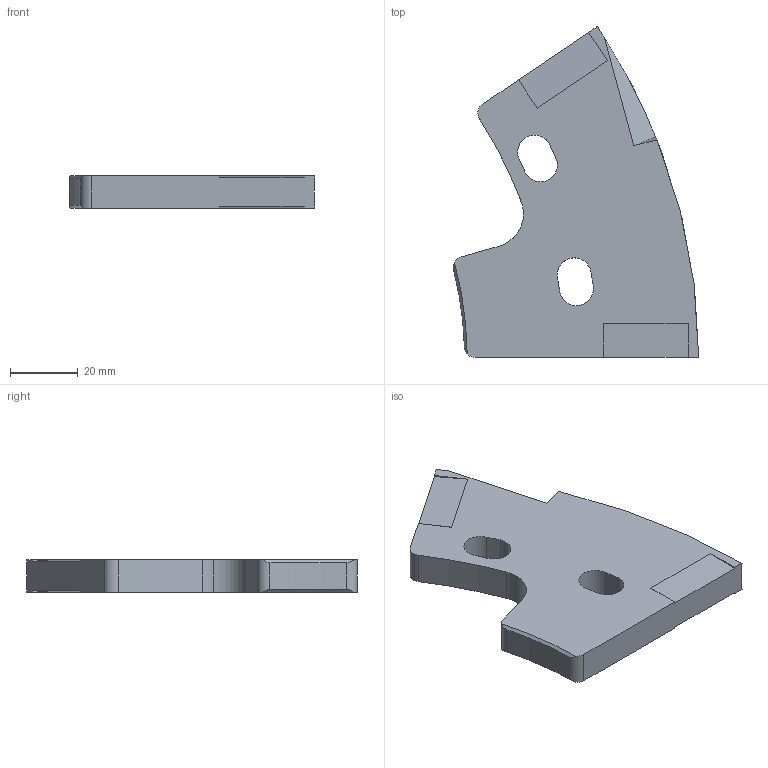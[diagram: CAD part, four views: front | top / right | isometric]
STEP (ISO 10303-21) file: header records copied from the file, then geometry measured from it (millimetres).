
FILE_DESCRIPTION (( 'STEP AP203' ), '1' );
FILE_NAME ('M971235.STEP', '2022-04-26T20:53:22', ( '' ), ( '' ), 'SwSTEP 2.0', 'SolidWorks 2020', '' );
FILE_SCHEMA (( 'CONFIG_CONTROL_DESIGN' ));
Length unit declared in the file: inch
Products named in the file (1): M971235
Bounding box: 72.41 x 97.61 x 9.51 mm (x, y, z)
Volume: 42953.3 mm3; surface area: 12694.5 mm2
Topology: 1 solids, 1 shells, 41 faces, 117 edges, 78 vertices
Faces by surface type: plane 19, cylinder 17, torus 3, cone 2
Entity records: 1475 total; most frequent: CARTESIAN_POINT 285, DIRECTION 238, ORIENTED_EDGE 234, EDGE_CURVE 117, AXIS2_PLACEMENT_3D 87, VERTEX_POINT 78, LINE 64, VECTOR 64
